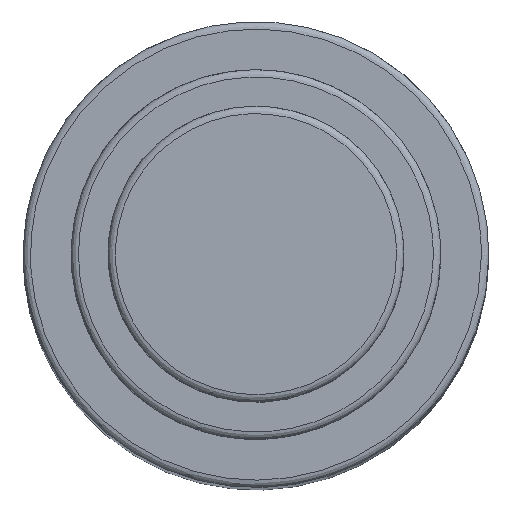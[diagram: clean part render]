
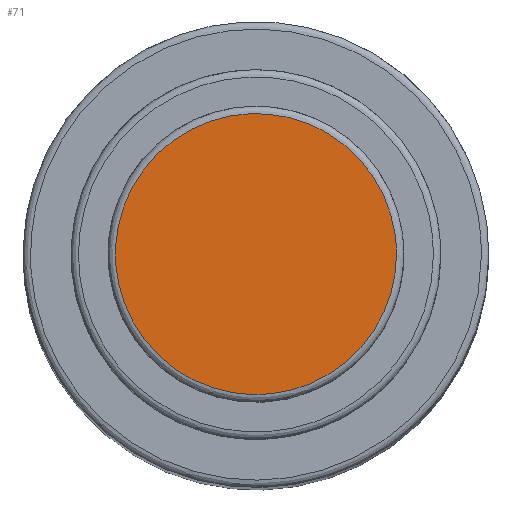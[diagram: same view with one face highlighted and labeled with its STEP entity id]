
A CAD part, top view. The second image highlights one B-rep face of the part: STEP entity #71.
In plain terms, the highlighted free-form (B-spline) face has degree [1, 1] with [2, 2] control points.
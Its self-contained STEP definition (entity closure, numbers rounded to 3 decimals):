
#50=CARTESIAN_POINT('',(-21.732,-19.053,140.));
#51=CARTESIAN_POINT('',(-21.732,19.053,140.));
#52=CARTESIAN_POINT('',(16.373,-19.053,140.));
#53=CARTESIAN_POINT('',(16.373,19.053,140.));
#54=B_SPLINE_SURFACE_WITH_KNOTS('',1,1,((#50,#51),(#52,#53)),.PLANE_SURF.,.F.,.F.,.U.,(2,2),(2,2),(0.,1.),(0.,1.),.UNSPECIFIED.);
#55=CARTESIAN_POINT('',(9.5,0.,140.));
#56=VERTEX_POINT('',#55);
#57=CARTESIAN_POINT('',(9.5,0.,140.));
#58=CARTESIAN_POINT('',(9.5,-9.5,140.));
#59=CARTESIAN_POINT('',(0.,-9.5,140.));
#60=CARTESIAN_POINT('',(-9.5,-9.5,140.));
#61=CARTESIAN_POINT('',(-9.5,0.,140.));
#62=CARTESIAN_POINT('',(-9.5,9.5,140.));
#63=CARTESIAN_POINT('',(0.,9.5,140.));
#64=CARTESIAN_POINT('',(9.5,9.5,140.));
#65=CARTESIAN_POINT('',(9.5,0.,140.));
#66=(BOUNDED_CURVE()B_SPLINE_CURVE(2,(#57,#58,#59,#60,#61,#62,#63,#64,#65),.CIRCULAR_ARC.,.T.,.U.)B_SPLINE_CURVE_WITH_KNOTS((3,2,2,2,3),(0.,0.25,0.5,0.75,1.),.UNSPECIFIED.)CURVE()GEOMETRIC_REPRESENTATION_ITEM()RATIONAL_B_SPLINE_CURVE((1.,0.707,1.,0.707,1.,0.707,1.,0.707,1.))REPRESENTATION_ITEM(''));
#67=EDGE_CURVE('',#56,#56,#66,.T.);
#68=ORIENTED_EDGE('',*,*,#67,.F.);
#69=EDGE_LOOP('',(#68));
#70=FACE_OUTER_BOUND('',#69,.T.);
#71=ADVANCED_FACE('',(#70),#54,.T.);
